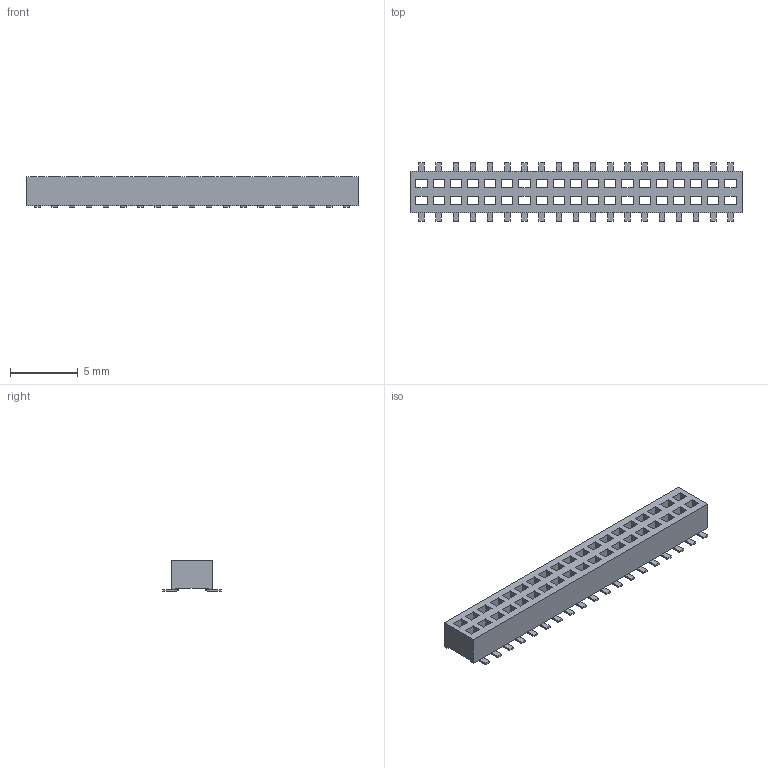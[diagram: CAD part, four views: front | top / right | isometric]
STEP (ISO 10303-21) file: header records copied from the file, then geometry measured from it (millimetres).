
FILE_DESCRIPTION(('FreeCAD Model'),'2;1');
FILE_NAME('Open CASCADE Shape Model','2025-01-12T20:20:19',(''),(''), 'Open CASCADE STEP processor 7.8','FreeCAD','Unknown');
FILE_SCHEMA(('AUTOMOTIVE_DESIGN { 1 0 10303 214 1 1 1 1 }'));
Length unit declared in the file: millimetre
Products named in the file (3): C-106-22-1-G-19-BE_Pin001; CLP-119-2-G-D-BETRM; C-106-22-1-G-19-BE_Pin
Bounding box: 24.56 x 4.32 x 2.29 mm (x, y, z)
Volume: 116.8 mm3; surface area: 546.6 mm2
Topology: 3 solids, 3 shells, 470 faces, 1392 edges, 928 vertices
Faces by surface type: plane 394, cylinder 76
Entity records: 15738 total; most frequent: CARTESIAN_POINT 2791, ORIENTED_EDGE 2784, DIRECTION 2486, EDGE_CURVE 1392, LINE 1240, VECTOR 1240, VERTEX_POINT 928, AXIS2_PLACEMENT_3D 623
